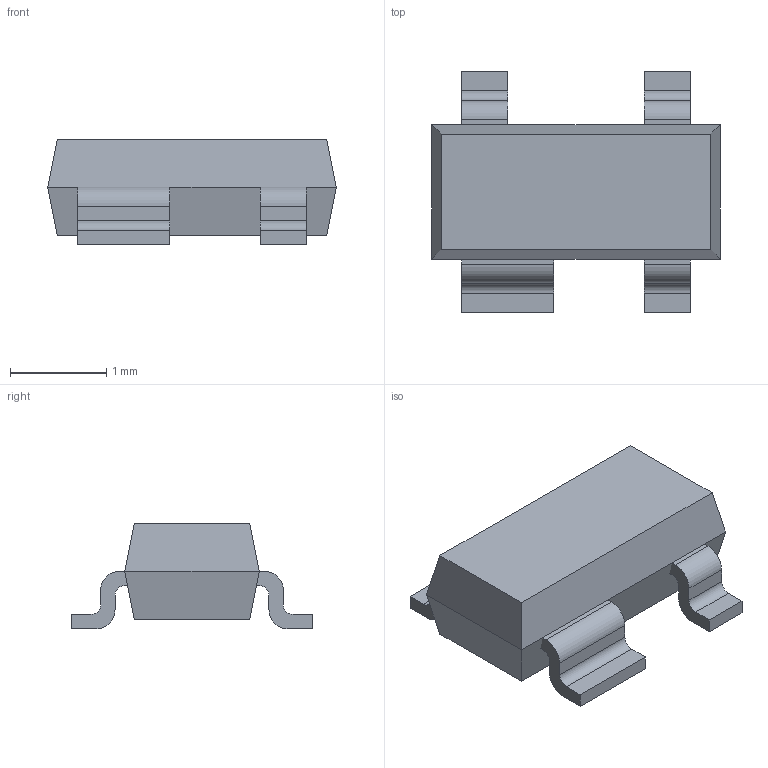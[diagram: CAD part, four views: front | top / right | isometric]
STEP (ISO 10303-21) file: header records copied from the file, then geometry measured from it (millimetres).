
FILE_DESCRIPTION(/* description */ (''),/* implementation_level */ '2;1');
FILE_NAME(/* name */ '5efb5691feb39114a04f2ee5',/* time_stamp */ '2020-06-30T15:13:22+00:00',/* author */ (''),/* organization */ (''),/* preprocessor_version */ 'ST-DEVELOPER v16.7',/* originating_system */ $,/* authorisation */ $);
FILE_SCHEMA (('AUTOMOTIVE_DESIGN {1 0 10303 214 3 1 1}'));
Length unit declared in the file: metre
Products named in the file (5): Part 5; Part 4; Part 3; Part 2; Part 1
Bounding box: 3 x 2.5 x 1.1 mm (x, y, z)
Volume: 4.1 mm3; surface area: 21.9 mm2
Topology: 5 solids, 5 shells, 66 faces, 164 edges, 108 vertices
Faces by surface type: plane 50, cylinder 16
Entity records: 2079 total; most frequent: CARTESIAN_POINT 343, DIRECTION 338, ORIENTED_EDGE 328, EDGE_CURVE 164, LINE 132, VECTOR 132, VERTEX_POINT 108, AXIS2_PLACEMENT_3D 103
